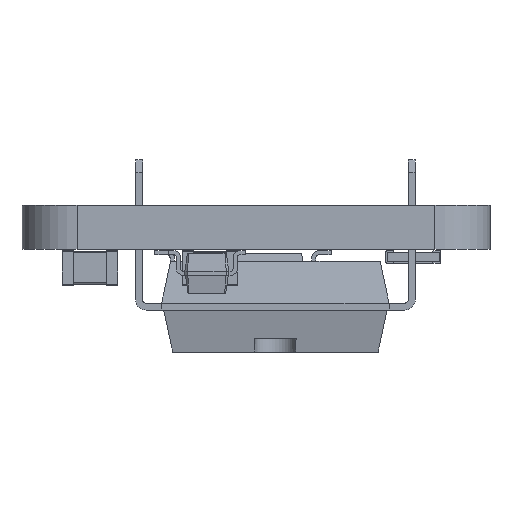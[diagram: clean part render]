
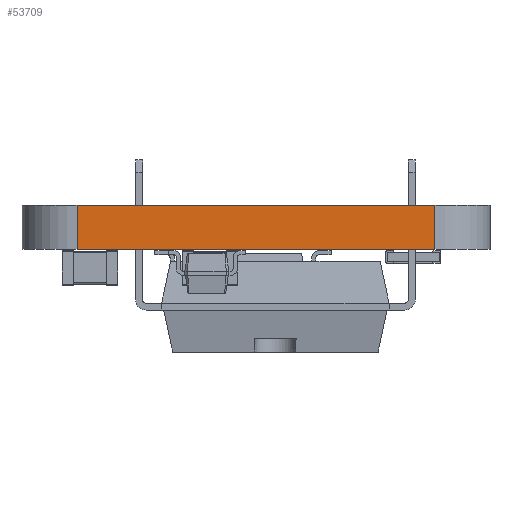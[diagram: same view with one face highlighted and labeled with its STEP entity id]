
A CAD part, front view. The second image highlights one B-rep face of the part: STEP entity #53709.
In plain terms, the highlighted planar face has unit normal (0, -1, 0).
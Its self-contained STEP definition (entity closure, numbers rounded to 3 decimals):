
#51732 = PLANE('',#51733);
#51733 = AXIS2_PLACEMENT_3D('',#51734,#51735,#51736);
#51734 = CARTESIAN_POINT('',(0.,0.,
    1.6));
#51735 = DIRECTION('',(0.,0.,1.));
#51736 = DIRECTION('',(1.,0.,0.));
#51787 = PLANE('',#51788);
#51788 = AXIS2_PLACEMENT_3D('',#51789,#51790,#51791);
#51789 = CARTESIAN_POINT('',(0.,0.,
    0.));
#51790 = DIRECTION('',(0.,0.,1.));
#51791 = DIRECTION('',(1.,0.,0.));
#51820 = CYLINDRICAL_SURFACE('',#51821,2.);
#51821 = AXIS2_PLACEMENT_3D('',#51822,#51823,#51824);
#51822 = CARTESIAN_POINT('',(6.5,-19.,0.));
#51823 = DIRECTION('',(0.,0.,-1.));
#51824 = DIRECTION('',(1.,0.,0.));
#52009 = VERTEX_POINT('',#52010);
#52010 = CARTESIAN_POINT('',(-6.5,-21.,0.));
#52025 = CYLINDRICAL_SURFACE('',#52026,2.);
#52026 = AXIS2_PLACEMENT_3D('',#52027,#52028,#52029);
#52027 = CARTESIAN_POINT('',(-6.5,-19.,0.));
#52028 = DIRECTION('',(0.,0.,-1.));
#52029 = DIRECTION('',(1.,0.,0.));
#52037 = EDGE_CURVE('',#52009,#52038,#52040,.T.);
#52038 = VERTEX_POINT('',#52039);
#52039 = CARTESIAN_POINT('',(6.5,-21.,0.));
#52040 = SURFACE_CURVE('',#52041,(#52045,#52052),.PCURVE_S1.);
#52041 = LINE('',#52042,#52043);
#52042 = CARTESIAN_POINT('',(-6.5,-21.,0.));
#52043 = VECTOR('',#52044,1.);
#52044 = DIRECTION('',(1.,0.,0.));
#52045 = PCURVE('',#51787,#52046);
#52046 = DEFINITIONAL_REPRESENTATION('',(#52047),#52051);
#52047 = LINE('',#52048,#52049);
#52048 = CARTESIAN_POINT('',(-6.5,-21.));
#52049 = VECTOR('',#52050,1.);
#52050 = DIRECTION('',(1.,0.));
#52051 = ( GEOMETRIC_REPRESENTATION_CONTEXT(2) 
PARAMETRIC_REPRESENTATION_CONTEXT() REPRESENTATION_CONTEXT('2D SPACE',''
  ) );
#52052 = PCURVE('',#52053,#52058);
#52053 = PLANE('',#52054);
#52054 = AXIS2_PLACEMENT_3D('',#52055,#52056,#52057);
#52055 = CARTESIAN_POINT('',(-6.5,-21.,0.));
#52056 = DIRECTION('',(0.,1.,0.));
#52057 = DIRECTION('',(1.,0.,0.));
#52058 = DEFINITIONAL_REPRESENTATION('',(#52059),#52063);
#52059 = LINE('',#52060,#52061);
#52060 = CARTESIAN_POINT('',(0.,0.));
#52061 = VECTOR('',#52062,1.);
#52062 = DIRECTION('',(1.,0.));
#52063 = ( GEOMETRIC_REPRESENTATION_CONTEXT(2) 
PARAMETRIC_REPRESENTATION_CONTEXT() REPRESENTATION_CONTEXT('2D SPACE',''
  ) );
#52929 = VERTEX_POINT('',#52930);
#52930 = CARTESIAN_POINT('',(-6.5,-21.,1.6));
#52952 = EDGE_CURVE('',#52929,#52953,#52955,.T.);
#52953 = VERTEX_POINT('',#52954);
#52954 = CARTESIAN_POINT('',(6.5,-21.,1.6));
#52955 = SURFACE_CURVE('',#52956,(#52960,#52967),.PCURVE_S1.);
#52956 = LINE('',#52957,#52958);
#52957 = CARTESIAN_POINT('',(-6.5,-21.,1.6));
#52958 = VECTOR('',#52959,1.);
#52959 = DIRECTION('',(1.,0.,0.));
#52960 = PCURVE('',#51732,#52961);
#52961 = DEFINITIONAL_REPRESENTATION('',(#52962),#52966);
#52962 = LINE('',#52963,#52964);
#52963 = CARTESIAN_POINT('',(-6.5,-21.));
#52964 = VECTOR('',#52965,1.);
#52965 = DIRECTION('',(1.,0.));
#52966 = ( GEOMETRIC_REPRESENTATION_CONTEXT(2) 
PARAMETRIC_REPRESENTATION_CONTEXT() REPRESENTATION_CONTEXT('2D SPACE',''
  ) );
#52967 = PCURVE('',#52053,#52968);
#52968 = DEFINITIONAL_REPRESENTATION('',(#52969),#52973);
#52969 = LINE('',#52970,#52971);
#52970 = CARTESIAN_POINT('',(0.,-1.6));
#52971 = VECTOR('',#52972,1.);
#52972 = DIRECTION('',(1.,0.));
#52973 = ( GEOMETRIC_REPRESENTATION_CONTEXT(2) 
PARAMETRIC_REPRESENTATION_CONTEXT() REPRESENTATION_CONTEXT('2D SPACE',''
  ) );
#53659 = EDGE_CURVE('',#52038,#52953,#53660,.T.);
#53660 = SURFACE_CURVE('',#53661,(#53665,#53672),.PCURVE_S1.);
#53661 = LINE('',#53662,#53663);
#53662 = CARTESIAN_POINT('',(6.5,-21.,0.));
#53663 = VECTOR('',#53664,1.);
#53664 = DIRECTION('',(0.,0.,1.));
#53665 = PCURVE('',#51820,#53666);
#53666 = DEFINITIONAL_REPRESENTATION('',(#53667),#53671);
#53667 = LINE('',#53668,#53669);
#53668 = CARTESIAN_POINT('',(-4.712,0.));
#53669 = VECTOR('',#53670,1.);
#53670 = DIRECTION('',(0.,-1.));
#53671 = ( GEOMETRIC_REPRESENTATION_CONTEXT(2) 
PARAMETRIC_REPRESENTATION_CONTEXT() REPRESENTATION_CONTEXT('2D SPACE',''
  ) );
#53672 = PCURVE('',#52053,#53673);
#53673 = DEFINITIONAL_REPRESENTATION('',(#53674),#53678);
#53674 = LINE('',#53675,#53676);
#53675 = CARTESIAN_POINT('',(13.,0.));
#53676 = VECTOR('',#53677,1.);
#53677 = DIRECTION('',(0.,-1.));
#53678 = ( GEOMETRIC_REPRESENTATION_CONTEXT(2) 
PARAMETRIC_REPRESENTATION_CONTEXT() REPRESENTATION_CONTEXT('2D SPACE',''
  ) );
#53709 = ADVANCED_FACE('',(#53710),#52053,.F.);
#53710 = FACE_BOUND('',#53711,.F.);
#53711 = EDGE_LOOP('',(#53712,#53733,#53734,#53735));
#53712 = ORIENTED_EDGE('',*,*,#53713,.T.);
#53713 = EDGE_CURVE('',#52009,#52929,#53714,.T.);
#53714 = SURFACE_CURVE('',#53715,(#53719,#53726),.PCURVE_S1.);
#53715 = LINE('',#53716,#53717);
#53716 = CARTESIAN_POINT('',(-6.5,-21.,0.));
#53717 = VECTOR('',#53718,1.);
#53718 = DIRECTION('',(0.,0.,1.));
#53719 = PCURVE('',#52053,#53720);
#53720 = DEFINITIONAL_REPRESENTATION('',(#53721),#53725);
#53721 = LINE('',#53722,#53723);
#53722 = CARTESIAN_POINT('',(0.,0.));
#53723 = VECTOR('',#53724,1.);
#53724 = DIRECTION('',(0.,-1.));
#53725 = ( GEOMETRIC_REPRESENTATION_CONTEXT(2) 
PARAMETRIC_REPRESENTATION_CONTEXT() REPRESENTATION_CONTEXT('2D SPACE',''
  ) );
#53726 = PCURVE('',#52025,#53727);
#53727 = DEFINITIONAL_REPRESENTATION('',(#53728),#53732);
#53728 = LINE('',#53729,#53730);
#53729 = CARTESIAN_POINT('',(-4.712,0.));
#53730 = VECTOR('',#53731,1.);
#53731 = DIRECTION('',(0.,-1.));
#53732 = ( GEOMETRIC_REPRESENTATION_CONTEXT(2) 
PARAMETRIC_REPRESENTATION_CONTEXT() REPRESENTATION_CONTEXT('2D SPACE',''
  ) );
#53733 = ORIENTED_EDGE('',*,*,#52952,.T.);
#53734 = ORIENTED_EDGE('',*,*,#53659,.F.);
#53735 = ORIENTED_EDGE('',*,*,#52037,.F.);
